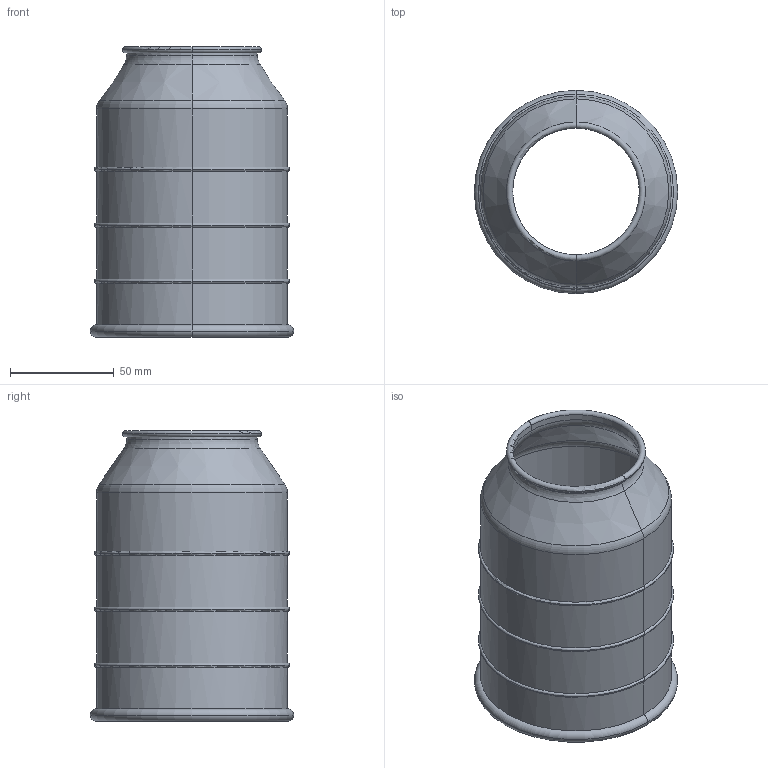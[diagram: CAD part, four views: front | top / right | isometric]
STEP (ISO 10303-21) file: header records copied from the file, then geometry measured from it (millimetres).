
FILE_DESCRIPTION(('CATIA V5 STEP Exchange','CAx-IF Rec.Pracs.--- Model Styling and Organization---1.2---2011-12-15'),'2;1');
FILE_NAME ('D1446163_0_0930700008_0930700008.stp','2018-02-24T19:39:16+00:00',('none'),('Weidmueller'),'CATIA Version 5-6 Release 2014','CATIA V5 STEP AP214','none');
FILE_SCHEMA(('AUTOMOTIVE_DESIGN { 1 0 10303 214 1 1 1 1 }'));
Length unit declared in the file: millimetre
Products named in the file (1): 0930700008_KSP_L90_S
Bounding box: 98 x 98 x 140 mm (x, y, z)
Volume: 46033.3 mm3; surface area: 82017.2 mm2
Topology: 1 solids, 1 shells, 47 faces, 94 edges, 48 vertices
Faces by surface type: torus 28, cylinder 14, cone 4, plane 1
Entity records: 1257 total; most frequent: CARTESIAN_POINT 302, ORIENTED_EDGE 188, DIRECTION 180, AXIS2_PLACEMENT_3D 116, EDGE_CURVE 94, CIRCLE 68, EDGE_LOOP 48, VERTEX_POINT 48
